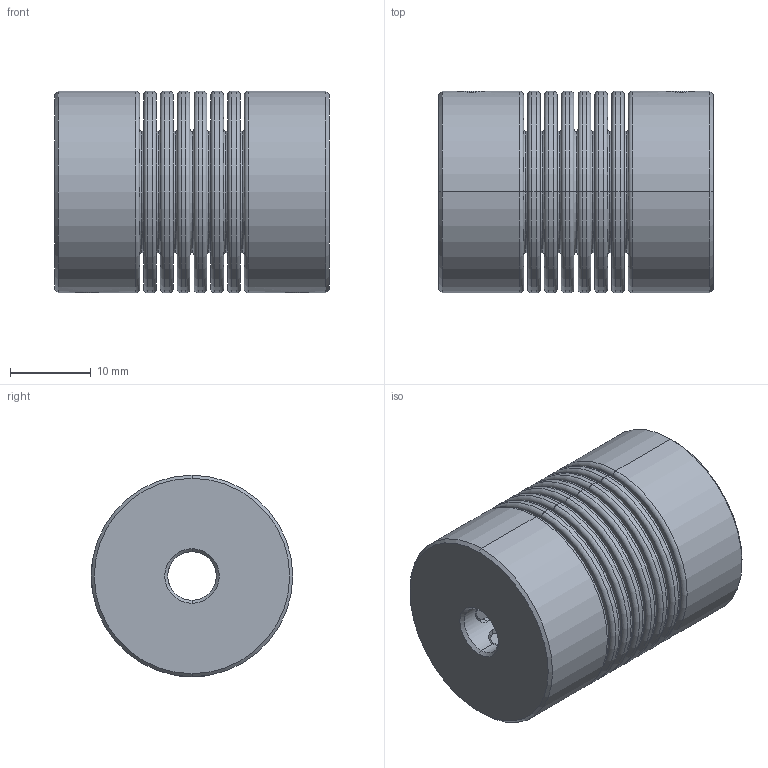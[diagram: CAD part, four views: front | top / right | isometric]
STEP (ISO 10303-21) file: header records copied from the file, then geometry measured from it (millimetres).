
FILE_DESCRIPTION (( 'STEP AP203' ), '1' );
FILE_NAME ('CL6-25.step', '2011-08-10T06:55:02', ( '' ), ( '' ), 'SwSTEP 2.0', 'SolidWorks 2010', '' );
FILE_SCHEMA (( 'CONFIG_CONTROL_DESIGN' ));
Length unit declared in the file: millimetre
Products named in the file (1): CL6-25
Bounding box: 34 x 25 x 25 mm (x, y, z)
Volume: 14523.5 mm3; surface area: 9004.4 mm2
Topology: 5 solids, 5 shells, 176 faces, 384 edges, 234 vertices
Faces by surface type: torus 56, plane 54, cylinder 38, cone 24, bspline 4
Entity records: 5517 total; most frequent: CARTESIAN_POINT 1477, DIRECTION 904, ORIENTED_EDGE 768, EDGE_CURVE 384, AXIS2_PLACEMENT_3D 383, VERTEX_POINT 234, CIRCLE 210, EDGE_LOOP 202
